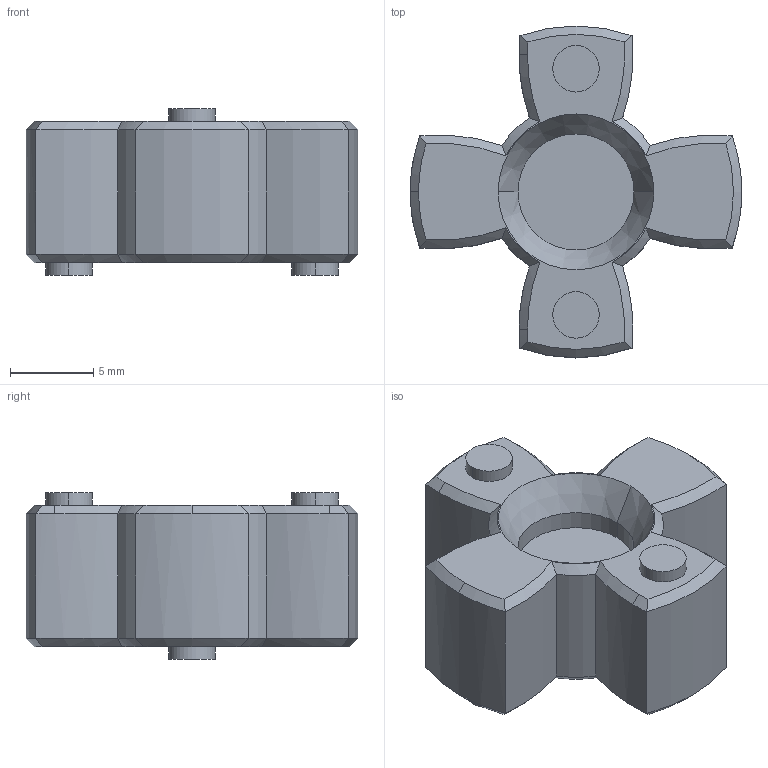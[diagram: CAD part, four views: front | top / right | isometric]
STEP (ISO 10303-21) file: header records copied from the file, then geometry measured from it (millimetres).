
FILE_DESCRIPTION (( 'STEP AP214' ), '1' );
FILE_NAME ('DC-JS20-80A.STEP', '2015-12-01T20:24:53', ( '' ), ( '' ), 'SwSTEP 2.0', 'SolidWorks 2015', '' );
FILE_SCHEMA (( 'AUTOMOTIVE_DESIGN' ));
Length unit declared in the file: millimetre
Products named in the file (1): DC-JS20-80A
Bounding box: 19.96 x 19.96 x 10.03 mm (x, y, z)
Volume: 1518.9 mm3; surface area: 1174.9 mm2
Topology: 1 solids, 1 shells, 81 faces, 180 edges, 107 vertices
Faces by surface type: cone 42, cylinder 31, plane 8
Entity records: 2315 total; most frequent: CARTESIAN_POINT 465, DIRECTION 419, ORIENTED_EDGE 360, AXIS2_PLACEMENT_3D 189, EDGE_CURVE 180, CIRCLE 107, VERTEX_POINT 107, EDGE_LOOP 87
